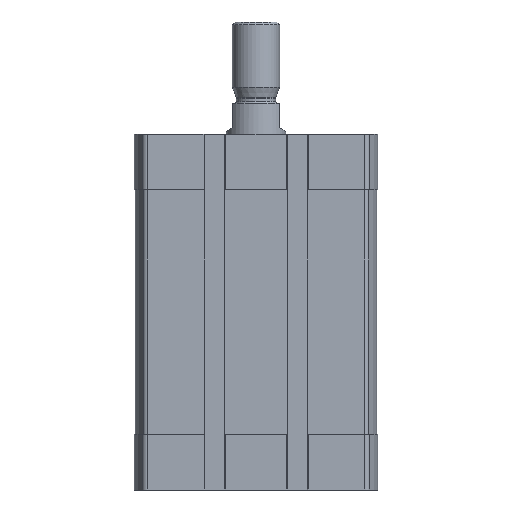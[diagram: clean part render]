
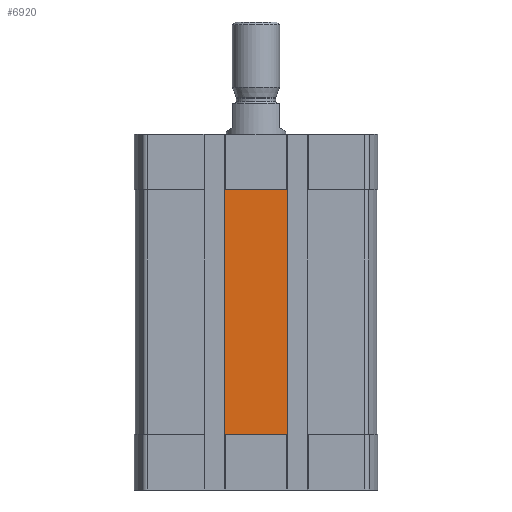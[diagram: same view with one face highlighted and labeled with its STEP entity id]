
A CAD part, left-side view. The second image highlights one B-rep face of the part: STEP entity #6920.
In plain terms, the highlighted planar face has unit normal (-1, 0, 0).
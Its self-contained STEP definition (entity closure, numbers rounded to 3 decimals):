
#100=PLANE('',#7610);
#525=LINE('',#10865,#1085);
#741=LINE('',#11503,#1301);
#743=LINE('',#11532,#1303);
#744=LINE('',#11534,#1304);
#1085=VECTOR('',#8516,1000.);
#1301=VECTOR('',#9158,1000.);
#1303=VECTOR('',#9192,1000.);
#1304=VECTOR('',#9195,1000.);
#2561=ORIENTED_EDGE('',*,*,#4190,.F.);
#2562=ORIENTED_EDGE('',*,*,#4175,.F.);
#2563=ORIENTED_EDGE('',*,*,#4189,.T.);
#2564=ORIENTED_EDGE('',*,*,#3850,.F.);
#3850=EDGE_CURVE('',#4808,#4736,#525,.T.);
#4175=EDGE_CURVE('',#4802,#5020,#741,.T.);
#4189=EDGE_CURVE('',#4802,#4736,#743,.T.);
#4190=EDGE_CURVE('',#5020,#4808,#744,.T.);
#4736=VERTEX_POINT('',#10659);
#4802=VERTEX_POINT('',#10843);
#4808=VERTEX_POINT('',#10858);
#5020=VERTEX_POINT('',#11504);
#5771=EDGE_LOOP('',(#2561,#2562,#2563,#2564));
#6271=FACE_BOUND('',#5771,.T.);
#6920=ADVANCED_FACE('',(#6271),#100,.T.);
#7610=AXIS2_PLACEMENT_3D('',#11535,#9196,#9197);
#8516=DIRECTION('',(0.,0.,-1.));
#9158=DIRECTION('',(0.,0.,1.));
#9192=DIRECTION('',(0.,-1.,0.));
#9195=DIRECTION('',(0.,-1.,0.));
#9196=DIRECTION('',(-1.,0.,0.));
#9197=DIRECTION('',(0.,0.,1.));
#10659=CARTESIAN_POINT('',(-32.55,-8.4,-80.8));
#10843=CARTESIAN_POINT('',(-32.55,8.4,-80.8));
#10858=CARTESIAN_POINT('',(-32.55,-8.4,-15.));
#10865=CARTESIAN_POINT('',(-32.55,-8.4,-95.8));
#11503=CARTESIAN_POINT('',(-32.55,8.4,-95.8));
#11504=CARTESIAN_POINT('',(-32.55,8.4,-15.));
#11532=CARTESIAN_POINT('',(-32.55,29.313,-80.8));
#11534=CARTESIAN_POINT('',(-32.55,29.313,-15.));
#11535=CARTESIAN_POINT('',(-32.55,29.313,-80.8));
